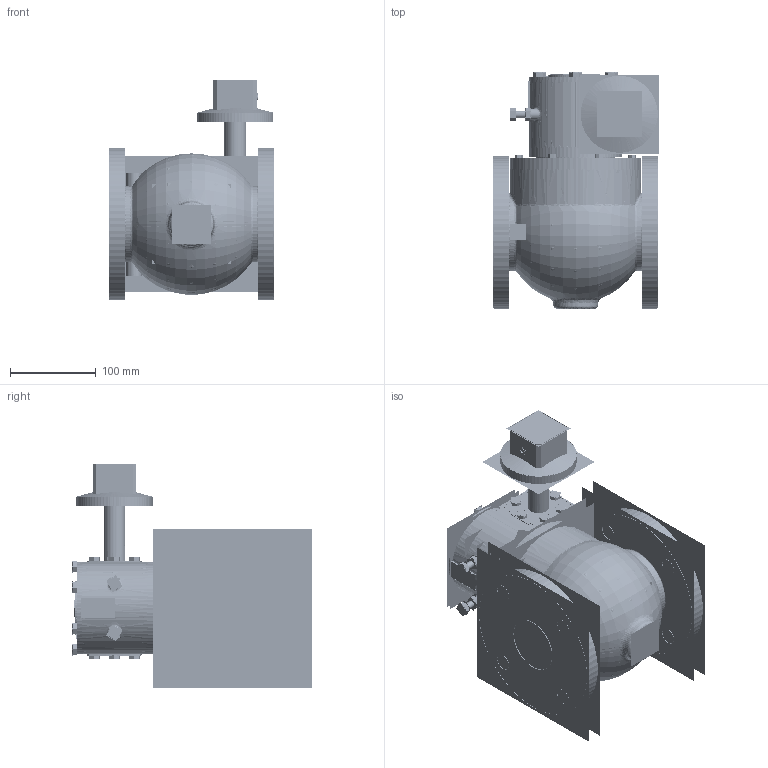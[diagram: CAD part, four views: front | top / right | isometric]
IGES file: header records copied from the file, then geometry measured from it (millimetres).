
Start section:  PTC IGES file: plug_flxfl-2_5in-nut_asm.igs
Global section: file name: plug_flxfl-2_5in-nut_asm.igs; native system: Creo Parametric by Parametric Technology Corporation; preprocessor: 2013050; author: HAPPY; organization: Unknown; date: 20170727.075208; units: inch
Bounding box: 193.14 x 279.21 x 259.75 mm (x, y, z)
Volume: 3316438.3 mm3; surface area: 8854706.5 mm2
Topology: 207 solids, 73 shells, 3232 faces, 20501 edges, 29270 vertices
Faces by surface type: revolution 1936, bspline 1190, extrusion 106
